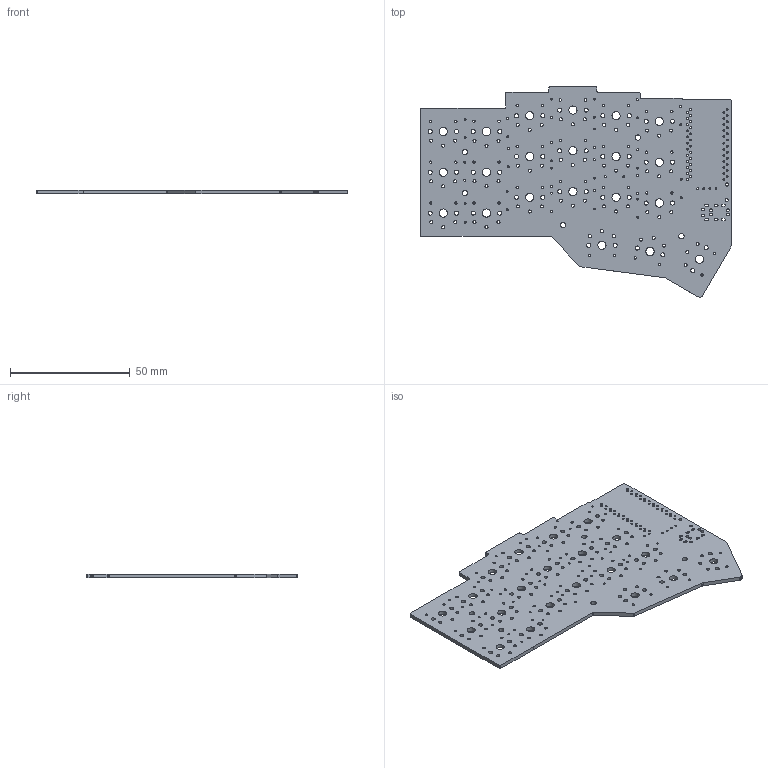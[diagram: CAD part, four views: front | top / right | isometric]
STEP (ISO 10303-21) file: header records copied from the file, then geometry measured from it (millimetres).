
FILE_DESCRIPTION(('KiCad electronic assembly'),'2;1');
FILE_NAME('chococorne.step','2023-05-25T11:43:28',('Pcbnew'),('Kicad'), 'Open CASCADE STEP processor 7.6','KiCad to STEP converter','Unknown' );
FILE_SCHEMA(('AUTOMOTIVE_DESIGN { 1 0 10303 214 1 1 1 1 }'));
Length unit declared in the file: millimetre
Products named in the file (2): chococorne 1; PCB
Assembly tree (1 placements, depth 2):
  chococorne 1
    PCB
Bounding box: 129.99 x 87.72 x 1.6 mm (x, y, z)
Volume: 13010.8 mm3; surface area: 18774.6 mm2
Topology: 1 solids, 1 shells, 578 faces, 1728 edges, 1152 vertices
Faces by surface type: plane 305, cylinder 273
Full cylindrical faces by diameter (mm): 0.813 x94, 0.991 x42, 1.2 x4, 1.27 x63, 1.3 x2, 1.702 x42, 2.2 x5, 3.429 x21
Entity records: 44851 total; most frequent: CARTESIAN_POINT 10192, DIRECTION 6344, LINE 4092, VECTOR 4092, ORIENTED_EDGE 3456, PCURVE 3456, DEFINITIONAL_REPRESENTATION 3456, EDGE_CURVE 1728
